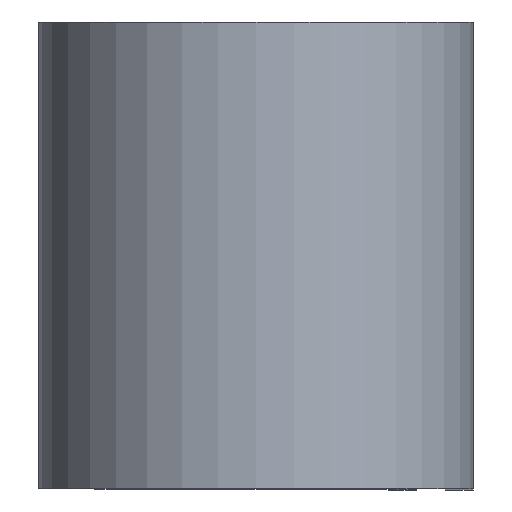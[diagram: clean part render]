
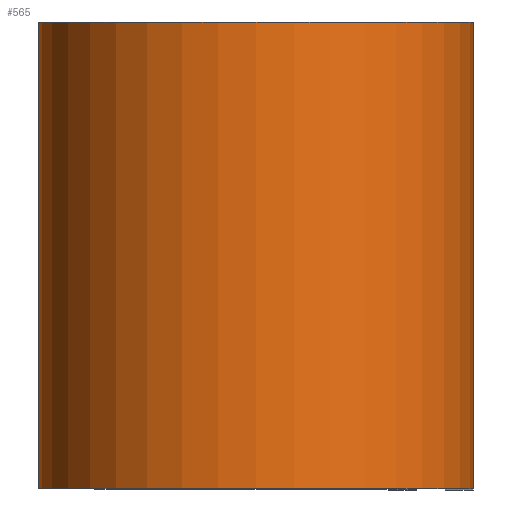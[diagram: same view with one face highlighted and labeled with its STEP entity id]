
A CAD part, top view. The second image highlights one B-rep face of the part: STEP entity #565.
In plain terms, the highlighted cylindrical face has radius 11.836 mm (diameter 23.673 mm), a partial arc.
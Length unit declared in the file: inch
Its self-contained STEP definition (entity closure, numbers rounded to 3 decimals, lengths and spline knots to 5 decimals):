
#1 = AXIS2_PLACEMENT_3D ( 'NONE', #470, #508, #106 ) ;
#16 = CARTESIAN_POINT ( 'NONE',  ( 0., -0.5, 0. ) ) ;
#21 = DIRECTION ( 'NONE',  ( 0., 1., 0. ) ) ;
#23 = DIRECTION ( 'NONE',  ( 1., 0., 0. ) ) ;
#92 = ORIENTED_EDGE ( 'NONE', *, *, #195, .T. ) ;
#102 = EDGE_CURVE ( 'NONE', #145, #141, #580, .T. ) ;
#106 = DIRECTION ( 'NONE',  ( 1., 0., 0. ) ) ;
#107 = CARTESIAN_POINT ( 'NONE',  ( 0., 0.5, 0. ) ) ;
#137 = CYLINDRICAL_SURFACE ( 'NONE', #193, 0.466 ) ;
#138 = CIRCLE ( 'NONE', #260, 0.466 ) ;
#141 = VERTEX_POINT ( 'NONE', #246 ) ;
#145 = VERTEX_POINT ( 'NONE', #254 ) ;
#149 = DIRECTION ( 'NONE',  ( 0., -1., 0. ) ) ;
#163 = VECTOR ( 'NONE', #338, 39.37008 ) ;
#184 = VECTOR ( 'NONE', #453, 39.37008 ) ;
#193 = AXIS2_PLACEMENT_3D ( 'NONE', #107, #149, #205 ) ;
#195 = EDGE_CURVE ( 'NONE', #412, #141, #138, .T. ) ;
#205 = DIRECTION ( 'NONE',  ( 0., 0., -1. ) ) ;
#214 = CARTESIAN_POINT ( 'NONE',  ( 0., -0.5, -0.466 ) ) ;
#216 = CARTESIAN_POINT ( 'NONE',  ( 0., 0.5, -0.466 ) ) ;
#224 = EDGE_LOOP ( 'NONE', ( #92, #240, #438, #618 ) ) ;
#240 = ORIENTED_EDGE ( 'NONE', *, *, #102, .F. ) ;
#246 = CARTESIAN_POINT ( 'NONE',  ( 0.466, -0.5, 0. ) ) ;
#254 = CARTESIAN_POINT ( 'NONE',  ( 0.466, 0.5, 0. ) ) ;
#260 = AXIS2_PLACEMENT_3D ( 'NONE', #16, #21, #23 ) ;
#332 = EDGE_CURVE ( 'NONE', #542, #145, #509, .T. ) ;
#338 = DIRECTION ( 'NONE',  ( 0., -1., 0. ) ) ;
#404 = CARTESIAN_POINT ( 'NONE',  ( 0.466, 0.5, 0. ) ) ;
#409 = EDGE_CURVE ( 'NONE', #542, #412, #550, .T. ) ;
#412 = VERTEX_POINT ( 'NONE', #214 ) ;
#438 = ORIENTED_EDGE ( 'NONE', *, *, #332, .F. ) ;
#453 = DIRECTION ( 'NONE',  ( 0., -1., 0. ) ) ;
#470 = CARTESIAN_POINT ( 'NONE',  ( 0., 0.5, 0. ) ) ;
#475 = CARTESIAN_POINT ( 'NONE',  ( 0., 0.5, -0.466 ) ) ;
#508 = DIRECTION ( 'NONE',  ( 0., 1., 0. ) ) ;
#509 = CIRCLE ( 'NONE', #1, 0.466 ) ;
#542 = VERTEX_POINT ( 'NONE', #475 ) ;
#550 = LINE ( 'NONE', #216, #163 ) ;
#565 = ADVANCED_FACE ( 'NONE', ( #634 ), #137, .T. ) ;
#580 = LINE ( 'NONE', #404, #184 ) ;
#618 = ORIENTED_EDGE ( 'NONE', *, *, #409, .T. ) ;
#634 = FACE_OUTER_BOUND ( 'NONE', #224, .T. ) ;
